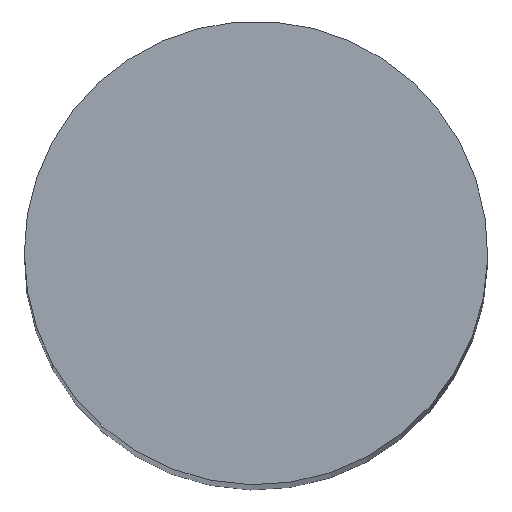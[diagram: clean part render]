
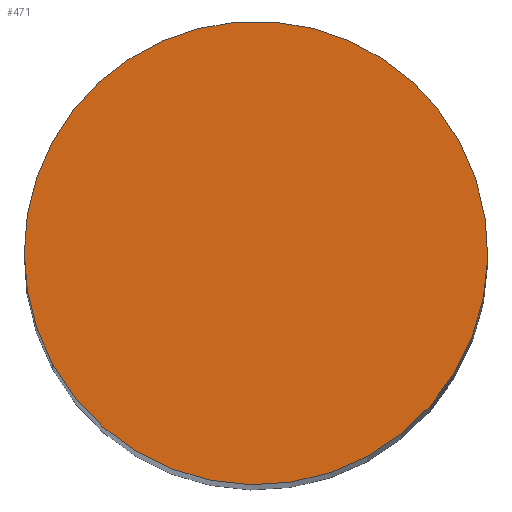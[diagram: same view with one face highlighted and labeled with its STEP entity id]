
A CAD part, top view. The second image highlights one B-rep face of the part: STEP entity #471.
In plain terms, the highlighted planar face has unit normal (0, 0, 1).
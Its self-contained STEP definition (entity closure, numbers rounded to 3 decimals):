
#265=CARTESIAN_POINT('',(0.,0.,140.));
#266=DIRECTION('',(0.,0.,1.));
#267=DIRECTION('',(0.878,0.479,0.));
#268=AXIS2_PLACEMENT_3D('',#265,#266,#267);
#273=CARTESIAN_POINT('',(0.,0.,140.));
#274=DIRECTION('',(0.,0.,1.));
#275=DIRECTION('',(-0.878,-0.479,0.));
#276=AXIS2_PLACEMENT_3D('',#273,#274,#275);
#281=CARTESIAN_POINT('',(0.,0.,140.));
#282=DIRECTION('',(0.,0.,1.));
#283=DIRECTION('',(-1.,0.,0.));
#284=AXIS2_PLACEMENT_3D('',#281,#282,#283);
#329=CARTESIAN_POINT('',(4.388,2.397,140.));
#330=CARTESIAN_POINT('',(-5.,0.,140.));
#331=VERTEX_POINT('',#329);
#332=VERTEX_POINT('',#330);
#333=CARTESIAN_POINT('',(-4.388,-2.397,140.));
#334=VERTEX_POINT('',#333);
#460=CARTESIAN_POINT('',(5.,0.,140.));
#461=DIRECTION('',(0.,0.,1.));
#462=DIRECTION('',(1.,0.,0.));
#463=AXIS2_PLACEMENT_3D('',#460,#461,#462);
#464=PLANE('',#463);
#465=ORIENTED_EDGE('',*,*,#455,.F.);
#467=ORIENTED_EDGE('',*,*,#466,.F.);
#468=ORIENTED_EDGE('',*,*,#448,.F.);
#469=EDGE_LOOP('',(#465,#467,#468));
#470=FACE_OUTER_BOUND('',#469,.F.);
#471=ADVANCED_FACE('',(#470),#464,.T.);
#269=CIRCLE('',#268,5.);
#277=CIRCLE('',#276,5.);
#285=CIRCLE('',#284,5.);
#448=EDGE_CURVE('',#332,#334,#285,.T.);
#455=EDGE_CURVE('',#331,#332,#269,.T.);
#466=EDGE_CURVE('',#334,#331,#277,.T.);
